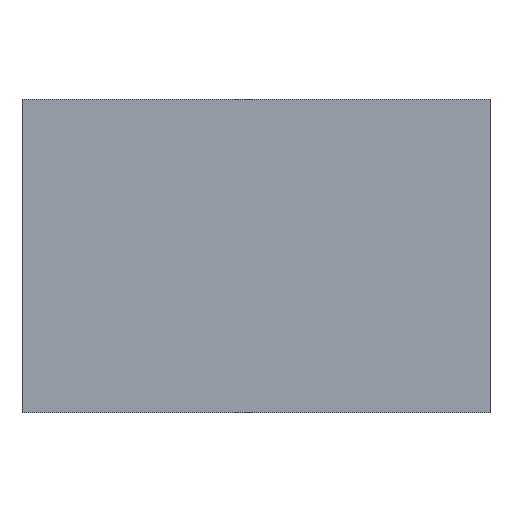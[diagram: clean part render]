
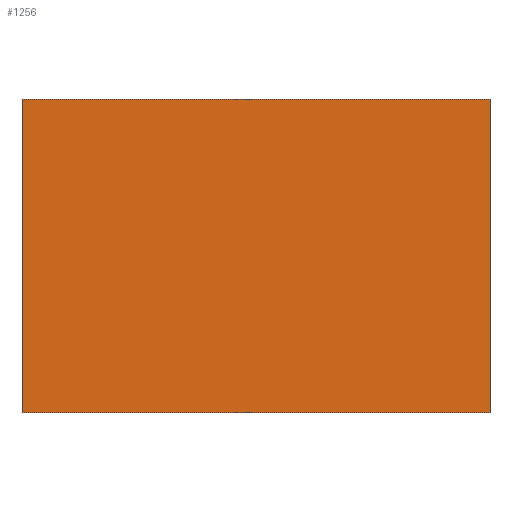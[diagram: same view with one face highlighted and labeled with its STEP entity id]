
A CAD part, front view. The second image highlights one B-rep face of the part: STEP entity #1256.
In plain terms, the highlighted planar face has unit normal (0, -1, 0).
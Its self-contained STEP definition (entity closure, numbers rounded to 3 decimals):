
#21 = EDGE_CURVE('',#22,#24,#26,.T.);
#22 = VERTEX_POINT('',#23);
#23 = CARTESIAN_POINT('',(357.3,231.6,24.6));
#24 = VERTEX_POINT('',#25);
#25 = CARTESIAN_POINT('',(370.,231.6,24.6));
#26 = SURFACE_CURVE('',#27,(#30,#41),.PCURVE_S1.);
#27 = B_SPLINE_CURVE_WITH_KNOTS('',1,(#28,#29),.UNSPECIFIED.,.F.,.F.,(2,
    2),(0.,12.7),.PIECEWISE_BEZIER_KNOTS.);
#28 = CARTESIAN_POINT('',(357.3,231.6,24.6));
#29 = CARTESIAN_POINT('',(370.,231.6,24.6));
#30 = PCURVE('',#31,#36);
#31 = PLANE('',#32);
#32 = AXIS2_PLACEMENT_3D('',#33,#34,#35);
#33 = CARTESIAN_POINT('',(371.39,230.8,24.6));
#34 = DIRECTION('',(0.,0.,-1.));
#35 = DIRECTION('',(0.,-1.,0.));
#36 = DEFINITIONAL_REPRESENTATION('',(#37),#40);
#37 = B_SPLINE_CURVE_WITH_KNOTS('',1,(#38,#39),.UNSPECIFIED.,.F.,.F.,(2,
    2),(0.,12.7),.PIECEWISE_BEZIER_KNOTS.);
#38 = CARTESIAN_POINT('',(-0.8,14.09));
#39 = CARTESIAN_POINT('',(-0.8,1.39));
#40 = ( GEOMETRIC_REPRESENTATION_CONTEXT(2) 
PARAMETRIC_REPRESENTATION_CONTEXT() REPRESENTATION_CONTEXT('2D SPACE',''
  ) );
#41 = PCURVE('',#42,#47);
#42 = PLANE('',#43);
#43 = AXIS2_PLACEMENT_3D('',#44,#45,#46);
#44 = CARTESIAN_POINT('',(355.91,231.6,23.63));
#45 = DIRECTION('',(0.,-1.,0.));
#46 = DIRECTION('',(1.,0.,0.));
#47 = DEFINITIONAL_REPRESENTATION('',(#48),#51);
#48 = B_SPLINE_CURVE_WITH_KNOTS('',1,(#49,#50),.UNSPECIFIED.,.F.,.F.,(2,
    2),(0.,12.7),.PIECEWISE_BEZIER_KNOTS.);
#49 = CARTESIAN_POINT('',(1.39,0.97));
#50 = CARTESIAN_POINT('',(14.09,0.97));
#51 = ( GEOMETRIC_REPRESENTATION_CONTEXT(2) 
PARAMETRIC_REPRESENTATION_CONTEXT() REPRESENTATION_CONTEXT('2D SPACE',''
  ) );
#67 = PLANE('',#68);
#68 = AXIS2_PLACEMENT_3D('',#69,#70,#71);
#69 = CARTESIAN_POINT('',(357.3,239.2,23.63));
#70 = DIRECTION('',(-1.,0.,0.));
#71 = DIRECTION('',(0.,1.,0.));
#115 = PLANE('',#116);
#116 = AXIS2_PLACEMENT_3D('',#117,#118,#119);
#117 = CARTESIAN_POINT('',(370.,230.8,23.63));
#118 = DIRECTION('',(1.,0.,0.));
#119 = DIRECTION('',(0.,-1.,0.));
#381 = VERTEX_POINT('',#382);
#382 = CARTESIAN_POINT('',(370.,231.6,33.1));
#394 = PLANE('',#395);
#395 = AXIS2_PLACEMENT_3D('',#396,#397,#398);
#396 = CARTESIAN_POINT('',(371.39,231.365,33.1));
#397 = DIRECTION('',(0.,0.,1.));
#398 = DIRECTION('',(0.,1.,0.));
#405 = EDGE_CURVE('',#381,#24,#406,.T.);
#406 = SURFACE_CURVE('',#407,(#410,#416),.PCURVE_S1.);
#407 = B_SPLINE_CURVE_WITH_KNOTS('',1,(#408,#409),.UNSPECIFIED.,.F.,.F.,
  (2,2),(-8.5,0.),.PIECEWISE_BEZIER_KNOTS.);
#408 = CARTESIAN_POINT('',(370.,231.6,33.1));
#409 = CARTESIAN_POINT('',(370.,231.6,24.6));
#410 = PCURVE('',#115,#411);
#411 = DEFINITIONAL_REPRESENTATION('',(#412),#415);
#412 = B_SPLINE_CURVE_WITH_KNOTS('',1,(#413,#414),.UNSPECIFIED.,.F.,.F.,
  (2,2),(-8.5,0.),.PIECEWISE_BEZIER_KNOTS.);
#413 = CARTESIAN_POINT('',(-0.8,-9.47));
#414 = CARTESIAN_POINT('',(-0.8,-0.97));
#415 = ( GEOMETRIC_REPRESENTATION_CONTEXT(2) 
PARAMETRIC_REPRESENTATION_CONTEXT() REPRESENTATION_CONTEXT('2D SPACE',''
  ) );
#416 = PCURVE('',#42,#417);
#417 = DEFINITIONAL_REPRESENTATION('',(#418),#421);
#418 = B_SPLINE_CURVE_WITH_KNOTS('',1,(#419,#420),.UNSPECIFIED.,.F.,.F.,
  (2,2),(-8.5,0.),.PIECEWISE_BEZIER_KNOTS.);
#419 = CARTESIAN_POINT('',(14.09,9.47));
#420 = CARTESIAN_POINT('',(14.09,0.97));
#421 = ( GEOMETRIC_REPRESENTATION_CONTEXT(2) 
PARAMETRIC_REPRESENTATION_CONTEXT() REPRESENTATION_CONTEXT('2D SPACE',''
  ) );
#1163 = EDGE_CURVE('',#22,#1164,#1166,.T.);
#1164 = VERTEX_POINT('',#1165);
#1165 = CARTESIAN_POINT('',(357.3,231.6,33.1)
  );
#1166 = SURFACE_CURVE('',#1167,(#1170,#1176),.PCURVE_S1.);
#1167 = B_SPLINE_CURVE_WITH_KNOTS('',1,(#1168,#1169),.UNSPECIFIED.,.F.,
  .F.,(2,2),(0.,8.5),.PIECEWISE_BEZIER_KNOTS.);
#1168 = CARTESIAN_POINT('',(357.3,231.6,24.6)
  );
#1169 = CARTESIAN_POINT('',(357.3,231.6,33.1)
  );
#1170 = PCURVE('',#67,#1171);
#1171 = DEFINITIONAL_REPRESENTATION('',(#1172),#1175);
#1172 = B_SPLINE_CURVE_WITH_KNOTS('',1,(#1173,#1174),.UNSPECIFIED.,.F.,
  .F.,(2,2),(0.,8.5),.PIECEWISE_BEZIER_KNOTS.);
#1173 = CARTESIAN_POINT('',(-7.6,-0.97));
#1174 = CARTESIAN_POINT('',(-7.6,-9.47));
#1175 = ( GEOMETRIC_REPRESENTATION_CONTEXT(2) 
PARAMETRIC_REPRESENTATION_CONTEXT() REPRESENTATION_CONTEXT('2D SPACE',''
  ) );
#1176 = PCURVE('',#42,#1177);
#1177 = DEFINITIONAL_REPRESENTATION('',(#1178),#1181);
#1178 = B_SPLINE_CURVE_WITH_KNOTS('',1,(#1179,#1180),.UNSPECIFIED.,.F.,
  .F.,(2,2),(0.,8.5),.PIECEWISE_BEZIER_KNOTS.);
#1179 = CARTESIAN_POINT('',(1.39,0.97));
#1180 = CARTESIAN_POINT('',(1.39,9.47));
#1181 = ( GEOMETRIC_REPRESENTATION_CONTEXT(2) 
PARAMETRIC_REPRESENTATION_CONTEXT() REPRESENTATION_CONTEXT('2D SPACE',''
  ) );
#1231 = EDGE_CURVE('',#1164,#381,#1232,.T.);
#1232 = SURFACE_CURVE('',#1233,(#1236,#1242),.PCURVE_S1.);
#1233 = B_SPLINE_CURVE_WITH_KNOTS('',1,(#1234,#1235),.UNSPECIFIED.,.F.,
  .F.,(2,2),(0.,12.7),.PIECEWISE_BEZIER_KNOTS.);
#1234 = CARTESIAN_POINT('',(357.3,231.6,33.1)
  );
#1235 = CARTESIAN_POINT('',(370.,231.6,33.1)
  );
#1236 = PCURVE('',#394,#1237);
#1237 = DEFINITIONAL_REPRESENTATION('',(#1238),#1241);
#1238 = B_SPLINE_CURVE_WITH_KNOTS('',1,(#1239,#1240),.UNSPECIFIED.,.F.,
  .F.,(2,2),(0.,12.7),.PIECEWISE_BEZIER_KNOTS.);
#1239 = CARTESIAN_POINT('',(0.235,14.09));
#1240 = CARTESIAN_POINT('',(0.235,1.39));
#1241 = ( GEOMETRIC_REPRESENTATION_CONTEXT(2) 
PARAMETRIC_REPRESENTATION_CONTEXT() REPRESENTATION_CONTEXT('2D SPACE',''
  ) );
#1242 = PCURVE('',#42,#1243);
#1243 = DEFINITIONAL_REPRESENTATION('',(#1244),#1247);
#1244 = B_SPLINE_CURVE_WITH_KNOTS('',1,(#1245,#1246),.UNSPECIFIED.,.F.,
  .F.,(2,2),(0.,12.7),.PIECEWISE_BEZIER_KNOTS.);
#1245 = CARTESIAN_POINT('',(1.39,9.47));
#1246 = CARTESIAN_POINT('',(14.09,9.47));
#1247 = ( GEOMETRIC_REPRESENTATION_CONTEXT(2) 
PARAMETRIC_REPRESENTATION_CONTEXT() REPRESENTATION_CONTEXT('2D SPACE',''
  ) );
#1256 = ADVANCED_FACE('',(#1257),#42,.T.);
#1257 = FACE_BOUND('',#1258,.T.);
#1258 = EDGE_LOOP('',(#1259,#1260,#1261,#1262));
#1259 = ORIENTED_EDGE('',*,*,#21,.T.);
#1260 = ORIENTED_EDGE('',*,*,#405,.F.);
#1261 = ORIENTED_EDGE('',*,*,#1231,.F.);
#1262 = ORIENTED_EDGE('',*,*,#1163,.F.);
